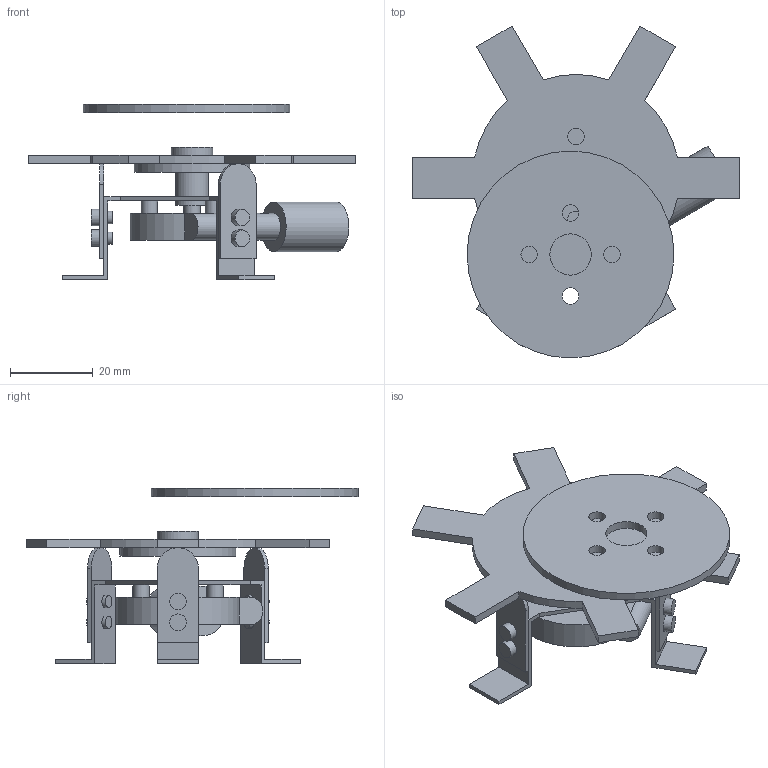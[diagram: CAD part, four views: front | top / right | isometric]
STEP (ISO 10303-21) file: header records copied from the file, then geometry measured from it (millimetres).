
FILE_DESCRIPTION(/* description */ (''),/* implementation_level */ '2;1');
FILE_NAME(/* name */ 'drehtisch-mw-verschoben-ap214.stp',/* time_stamp */ '2023-02-15T16:16:22+01:00',/* author */ ('caesarb'),/* organization */ (''),/* preprocessor_version */ 'ST-DEVELOPER v19',/* originating_system */ 'Autodesk Inventor 2023',/* authorisation */ '');
FILE_SCHEMA (('AUTOMOTIVE_DESIGN { 1 0 10303 214 3 1 1 }'));
Length unit declared in the file: millimetre
Products named in the file (15): drehtisch-mw-verschoben; Part1; Part2; Part3; Part18; Part19; Part20; Part21; Part22; Part23; Part24; Part25; Part27; Part28; Part29
Assembly tree (14 placements, depth 2):
  drehtisch-mw-verschoben
    Part1
    Part2
    Part3
    Part18
    Part19
    Part20
    Part21
    Part22
    Part23
    Part24
    Part25
    Part27
    Part28
    Part29
Bounding box: 78.99 x 80.24 x 42.34 mm (x, y, z)
Volume: 20772.7 mm3; surface area: 21077.2 mm2
Topology: 14 solids, 14 shells, 160 faces, 357 edges, 247 vertices
Faces by surface type: plane 97, cylinder 63
Full cylindrical faces by diameter (mm): 3 x18, 4 x26, 6.5 x1, 8 x1, 10 x4, 12 x1, 28 x1, 50 x1
Entity records: 5221 total; most frequent: DIRECTION 862, CARTESIAN_POINT 789, ORIENTED_EDGE 704, EDGE_CURVE 352, AXIS2_PLACEMENT_3D 319, EDGE_LOOP 234, VERTEX_POINT 234, LINE 224
